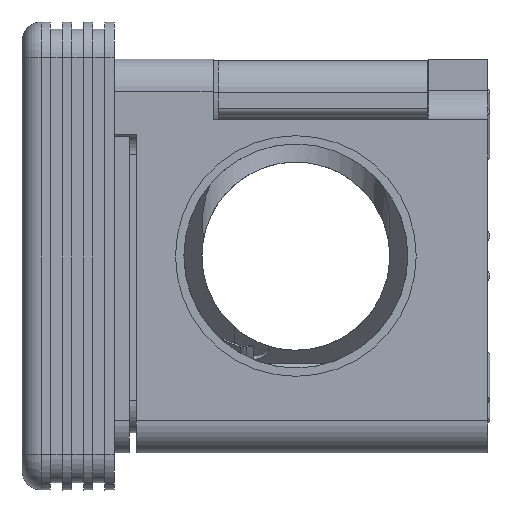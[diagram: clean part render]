
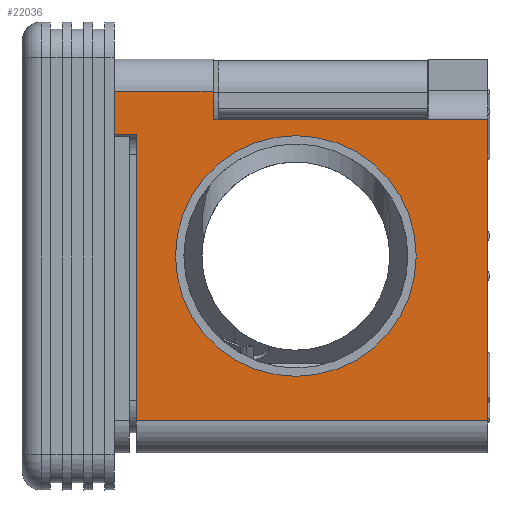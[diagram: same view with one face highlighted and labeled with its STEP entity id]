
A CAD part, left-side view. The second image highlights one B-rep face of the part: STEP entity #22036.
In plain terms, the highlighted planar face has unit normal (-1, 0, 0).
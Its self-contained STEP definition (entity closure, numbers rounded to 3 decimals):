
#48 = DIRECTION ( 'NONE',  ( 0., -1., 0. ) ) ;
#89 = DIRECTION ( 'NONE',  ( 0., 0., 1. ) ) ;
#153 = ORIENTED_EDGE ( 'NONE', *, *, #15940, .F. ) ;
#911 = EDGE_CURVE ( 'NONE', #3400, #10862, #17824, .T. ) ;
#1019 = CARTESIAN_POINT ( 'NONE',  ( -51.937, 31.167, -45.366 ) ) ;
#1744 = EDGE_CURVE ( 'NONE', #5668, #10565, #6803, .T. ) ;
#2398 = EDGE_CURVE ( 'NONE', #18736, #22146, #14630, .T. ) ;
#2544 = CARTESIAN_POINT ( 'NONE',  ( -51.937, 31.167, -10.314 ) ) ;
#3302 = LINE ( 'NONE', #10138, #10059 ) ;
#3400 = VERTEX_POINT ( 'NONE', #13696 ) ;
#3474 = ORIENTED_EDGE ( 'NONE', *, *, #20604, .F. ) ;
#3478 = ORIENTED_EDGE ( 'NONE', *, *, #911, .F. ) ;
#3531 = ORIENTED_EDGE ( 'NONE', *, *, #21508, .F. ) ;
#3665 = VERTEX_POINT ( 'NONE', #9039 ) ;
#4055 = DIRECTION ( 'NONE',  ( 0., 0., -1. ) ) ;
#4190 = DIRECTION ( 'NONE',  ( 0., 1., 0. ) ) ;
#4528 = DIRECTION ( 'NONE',  ( 0., 0., 1. ) ) ;
#4973 = VECTOR ( 'NONE', #4190, 1000. ) ;
#5158 = EDGE_CURVE ( 'NONE', #5668, #21427, #3302, .T. ) ;
#5668 = VERTEX_POINT ( 'NONE', #11352 ) ;
#6128 = DIRECTION ( 'NONE',  ( 0., -1., 0. ) ) ;
#6332 = CARTESIAN_POINT ( 'NONE',  ( -51.937, 31.167, -10.314 ) ) ;
#6620 = FACE_OUTER_BOUND ( 'NONE', #7750, .T. ) ;
#6803 = LINE ( 'NONE', #11871, #20458 ) ;
#7174 = DIRECTION ( 'NONE',  ( 1., 0., 0. ) ) ;
#7557 = ORIENTED_EDGE ( 'NONE', *, *, #2398, .F. ) ;
#7623 = CARTESIAN_POINT ( 'NONE',  ( -51.937, 28.373, -45.366 ) ) ;
#7750 = EDGE_LOOP ( 'NONE', ( #7557, #12475, #14340, #11426, #3531, #3478, #3474, #153 ) ) ;
#8562 = DIRECTION ( 'NONE',  ( 0., 0., 1. ) ) ;
#8664 = VECTOR ( 'NONE', #89, 1000. ) ;
#8821 = EDGE_LOOP ( 'NONE', ( #11388 ) ) ;
#9039 = CARTESIAN_POINT ( 'NONE',  ( -51.937, 11.418, -15.038 ) ) ;
#9736 = CARTESIAN_POINT ( 'NONE',  ( -51.937, -8.988, -13.362 ) ) ;
#9835 = AXIS2_PLACEMENT_3D ( 'NONE', #20413, #7174, #4055 ) ;
#9953 = AXIS2_PLACEMENT_3D ( 'NONE', #14899, #18401, #16613 ) ;
#10059 = VECTOR ( 'NONE', #8562, 1000. ) ;
#10138 = CARTESIAN_POINT ( 'NONE',  ( -51.937, 20.222, -10.314 ) ) ;
#10200 = VERTEX_POINT ( 'NONE', #17839 ) ;
#10565 = VERTEX_POINT ( 'NONE', #9736 ) ;
#10862 = VERTEX_POINT ( 'NONE', #6332 ) ;
#10912 = VECTOR ( 'NONE', #6128, 1000. ) ;
#11133 = DIRECTION ( 'NONE',  ( 0., 0., 1. ) ) ;
#11352 = CARTESIAN_POINT ( 'NONE',  ( -51.937, 20.222, -13.362 ) ) ;
#11388 = ORIENTED_EDGE ( 'NONE', *, *, #18369, .F. ) ;
#11426 = ORIENTED_EDGE ( 'NONE', *, *, #5158, .T. ) ;
#11871 = CARTESIAN_POINT ( 'NONE',  ( -51.937, 20.222, -13.362 ) ) ;
#12475 = ORIENTED_EDGE ( 'NONE', *, *, #16626, .T. ) ;
#12956 = LINE ( 'NONE', #21343, #4973 ) ;
#13484 = PLANE ( 'NONE',  #9835 ) ;
#13696 = CARTESIAN_POINT ( 'NONE',  ( -51.937, 31.167, -14.886 ) ) ;
#14340 = ORIENTED_EDGE ( 'NONE', *, *, #1744, .F. ) ;
#14630 = LINE ( 'NONE', #1019, #18639 ) ;
#14899 = CARTESIAN_POINT ( 'NONE',  ( -51.937, 11.418, -27.84 ) ) ;
#15015 = CIRCLE ( 'NONE', #9953, 12.802 ) ;
#15672 = CARTESIAN_POINT ( 'NONE',  ( -51.937, -8.988, -45.366 ) ) ;
#15940 = EDGE_CURVE ( 'NONE', #22146, #10200, #16795, .T. ) ;
#16613 = DIRECTION ( 'NONE',  ( 0., 0., 1. ) ) ;
#16626 = EDGE_CURVE ( 'NONE', #18736, #10565, #21903, .T. ) ;
#16795 = LINE ( 'NONE', #22352, #8664 ) ;
#17604 = CARTESIAN_POINT ( 'NONE',  ( -51.937, 31.167, -48.795 ) ) ;
#17824 = LINE ( 'NONE', #17604, #22251 ) ;
#17839 = CARTESIAN_POINT ( 'NONE',  ( -51.937, 28.373, -14.886 ) ) ;
#17993 = LINE ( 'NONE', #2544, #10912 ) ;
#18298 = VECTOR ( 'NONE', #4528, 1000. ) ;
#18369 = EDGE_CURVE ( 'NONE', #3665, #3665, #15015, .T. ) ;
#18401 = DIRECTION ( 'NONE',  ( -1., 0., 0. ) ) ;
#18639 = VECTOR ( 'NONE', #19622, 1000. ) ;
#18736 = VERTEX_POINT ( 'NONE', #15672 ) ;
#19622 = DIRECTION ( 'NONE',  ( 0., 1., 0. ) ) ;
#19797 = CARTESIAN_POINT ( 'NONE',  ( -51.937, 20.222, -10.314 ) ) ;
#19978 = CARTESIAN_POINT ( 'NONE',  ( -51.937, -8.988, -48.795 ) ) ;
#20413 = CARTESIAN_POINT ( 'NONE',  ( -51.937, 31.167, -48.795 ) ) ;
#20458 = VECTOR ( 'NONE', #48, 1000. ) ;
#20604 = EDGE_CURVE ( 'NONE', #10200, #3400, #12956, .T. ) ;
#21343 = CARTESIAN_POINT ( 'NONE',  ( -51.937, 31.167, -14.886 ) ) ;
#21427 = VERTEX_POINT ( 'NONE', #19797 ) ;
#21508 = EDGE_CURVE ( 'NONE', #10862, #21427, #17993, .T. ) ;
#21903 = LINE ( 'NONE', #19978, #18298 ) ;
#22036 = ADVANCED_FACE ( 'NONE', ( #22110, #6620 ), #13484, .F. ) ;
#22110 = FACE_BOUND ( 'NONE', #8821, .T. ) ;
#22146 = VERTEX_POINT ( 'NONE', #7623 ) ;
#22251 = VECTOR ( 'NONE', #11133, 1000. ) ;
#22352 = CARTESIAN_POINT ( 'NONE',  ( -51.937, 28.373, -48.795 ) ) ;
